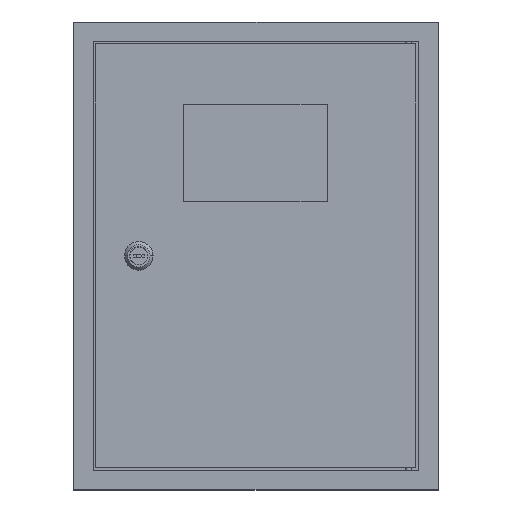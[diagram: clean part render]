
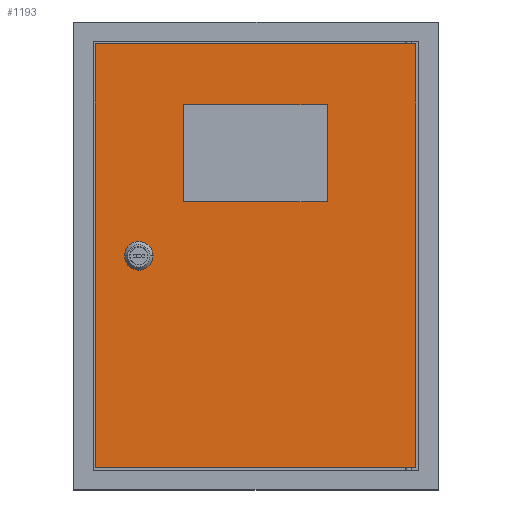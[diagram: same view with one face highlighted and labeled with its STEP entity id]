
A CAD part, top view. The second image highlights one B-rep face of the part: STEP entity #1193.
In plain terms, the highlighted planar face has unit normal (0, 0, 1).
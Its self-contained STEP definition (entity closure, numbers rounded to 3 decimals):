
#72 = DIRECTION ( 'NONE',  ( 1., 0., 0. ) ) ;
#255 = AXIS2_PLACEMENT_3D ( 'NONE', #19006, #25395, #72 ) ;
#258 = CARTESIAN_POINT ( 'NONE',  ( -132., 174.5, 1. ) ) ;
#308 = CARTESIAN_POINT ( 'NONE',  ( 132., -174.5, 1. ) ) ;
#645 = EDGE_CURVE ( 'NONE', #2273, #11125, #22184, .T. ) ;
#1193 = ADVANCED_FACE ( 'NONE', ( #7475, #25793, #4548 ), #25491, .T. ) ;
#1294 = VECTOR ( 'NONE', #17596, 1000. ) ;
#1507 = DIRECTION ( 'NONE',  ( 0., 0., 1. ) ) ;
#1621 = EDGE_CURVE ( 'NONE', #14891, #4705, #5187, .T. ) ;
#2273 = VERTEX_POINT ( 'NONE', #25050 ) ;
#2772 = EDGE_CURVE ( 'NONE', #5878, #2273, #23416, .T. ) ;
#3322 = CARTESIAN_POINT ( 'NONE',  ( 132., 174.5, 1. ) ) ;
#3568 = VECTOR ( 'NONE', #3707, 1000. ) ;
#3707 = DIRECTION ( 'NONE',  ( 1., 0., 0. ) ) ;
#4108 = ORIENTED_EDGE ( 'NONE', *, *, #25899, .T. ) ;
#4548 = FACE_BOUND ( 'NONE', #6486, .T. ) ;
#4705 = VERTEX_POINT ( 'NONE', #11371 ) ;
#4842 = CARTESIAN_POINT ( 'NONE',  ( 59., -44.5, 1. ) ) ;
#5187 = CIRCLE ( 'NONE', #11069, 7.5 ) ;
#5761 = DIRECTION ( 'NONE',  ( 1., 0., 0. ) ) ;
#5878 = VERTEX_POINT ( 'NONE', #21834 ) ;
#5891 = ORIENTED_EDGE ( 'NONE', *, *, #645, .F. ) ;
#6063 = CARTESIAN_POINT ( 'NONE',  ( 132., 174.5, 1. ) ) ;
#6170 = EDGE_CURVE ( 'NONE', #6841, #17402, #22939, .T. ) ;
#6486 = EDGE_LOOP ( 'NONE', ( #5891, #24956, #8724, #23250 ) ) ;
#6606 = DIRECTION ( 'NONE',  ( -1., 0., 0. ) ) ;
#6757 = CARTESIAN_POINT ( 'NONE',  ( -132., -174.5, 1. ) ) ;
#6841 = VERTEX_POINT ( 'NONE', #308 ) ;
#7339 = DIRECTION ( 'NONE',  ( 1., 0., 0. ) ) ;
#7475 = FACE_BOUND ( 'NONE', #27572, .T. ) ;
#8724 = ORIENTED_EDGE ( 'NONE', *, *, #20784, .F. ) ;
#8995 = ORIENTED_EDGE ( 'NONE', *, *, #9157, .T. ) ;
#9097 = ORIENTED_EDGE ( 'NONE', *, *, #14612, .F. ) ;
#9124 = VECTOR ( 'NONE', #13211, 1000. ) ;
#9157 = EDGE_CURVE ( 'NONE', #17402, #10212, #26797, .T. ) ;
#9387 = EDGE_CURVE ( 'NONE', #10212, #9919, #14447, .T. ) ;
#9798 = AXIS2_PLACEMENT_3D ( 'NONE', #22423, #13749, #15991 ) ;
#9919 = VERTEX_POINT ( 'NONE', #6757 ) ;
#10010 = CARTESIAN_POINT ( 'NONE',  ( -59., -124.5, 1. ) ) ;
#10212 = VERTEX_POINT ( 'NONE', #23509 ) ;
#10614 = CARTESIAN_POINT ( 'NONE',  ( 59., -44.5, 1. ) ) ;
#11069 = AXIS2_PLACEMENT_3D ( 'NONE', #18593, #1507, #5761 ) ;
#11125 = VERTEX_POINT ( 'NONE', #18046 ) ;
#11371 = CARTESIAN_POINT ( 'NONE',  ( 88.5, 0., 1. ) ) ;
#13143 = ORIENTED_EDGE ( 'NONE', *, *, #1621, .F. ) ;
#13211 = DIRECTION ( 'NONE',  ( 0., -1., 0. ) ) ;
#13383 = EDGE_CURVE ( 'NONE', #11125, #16660, #13891, .T. ) ;
#13749 = DIRECTION ( 'NONE',  ( 0., 0., 1. ) ) ;
#13891 = LINE ( 'NONE', #10614, #1294 ) ;
#14053 = CARTESIAN_POINT ( 'NONE',  ( -132., -174.5, 1. ) ) ;
#14155 = DIRECTION ( 'NONE',  ( 0., -1., 0. ) ) ;
#14190 = ORIENTED_EDGE ( 'NONE', *, *, #9387, .T. ) ;
#14431 = CARTESIAN_POINT ( 'NONE',  ( -59., -44.5, 1. ) ) ;
#14447 = LINE ( 'NONE', #15626, #9124 ) ;
#14612 = EDGE_CURVE ( 'NONE', #4705, #14891, #15822, .T. ) ;
#14718 = ORIENTED_EDGE ( 'NONE', *, *, #6170, .T. ) ;
#14770 = CARTESIAN_POINT ( 'NONE',  ( 103.5, 0., 1. ) ) ;
#14891 = VERTEX_POINT ( 'NONE', #14770 ) ;
#15626 = CARTESIAN_POINT ( 'NONE',  ( -132., 174.5, 1. ) ) ;
#15822 = CIRCLE ( 'NONE', #9798, 7.5 ) ;
#15991 = DIRECTION ( 'NONE',  ( 1., 0., 0. ) ) ;
#16660 = VERTEX_POINT ( 'NONE', #4842 ) ;
#17025 = LINE ( 'NONE', #14053, #19033 ) ;
#17402 = VERTEX_POINT ( 'NONE', #3322 ) ;
#17596 = DIRECTION ( 'NONE',  ( 0., 1., 0. ) ) ;
#18046 = CARTESIAN_POINT ( 'NONE',  ( 59., -124.5, 1. ) ) ;
#18091 = VECTOR ( 'NONE', #14155, 1000. ) ;
#18175 = EDGE_LOOP ( 'NONE', ( #14190, #4108, #14718, #8995 ) ) ;
#18593 = CARTESIAN_POINT ( 'NONE',  ( 96., 0., 1. ) ) ;
#19006 = CARTESIAN_POINT ( 'NONE',  ( 0., 0., 1. ) ) ;
#19033 = VECTOR ( 'NONE', #7339, 1000. ) ;
#20784 = EDGE_CURVE ( 'NONE', #16660, #5878, #21025, .T. ) ;
#21025 = LINE ( 'NONE', #21612, #23688 ) ;
#21286 = VECTOR ( 'NONE', #25498, 1000. ) ;
#21612 = CARTESIAN_POINT ( 'NONE',  ( -59., -44.5, 1. ) ) ;
#21700 = DIRECTION ( 'NONE',  ( -1., 0., 0. ) ) ;
#21834 = CARTESIAN_POINT ( 'NONE',  ( -59., -44.5, 1. ) ) ;
#22142 = VECTOR ( 'NONE', #6606, 1000. ) ;
#22184 = LINE ( 'NONE', #10010, #3568 ) ;
#22423 = CARTESIAN_POINT ( 'NONE',  ( 96., 0., 1. ) ) ;
#22939 = LINE ( 'NONE', #6063, #21286 ) ;
#23250 = ORIENTED_EDGE ( 'NONE', *, *, #13383, .F. ) ;
#23416 = LINE ( 'NONE', #14431, #18091 ) ;
#23509 = CARTESIAN_POINT ( 'NONE',  ( -132., 174.5, 1. ) ) ;
#23688 = VECTOR ( 'NONE', #21700, 1000. ) ;
#24956 = ORIENTED_EDGE ( 'NONE', *, *, #2772, .F. ) ;
#25050 = CARTESIAN_POINT ( 'NONE',  ( -59., -124.5, 1. ) ) ;
#25395 = DIRECTION ( 'NONE',  ( 0., 0., 1. ) ) ;
#25491 = PLANE ( 'NONE',  #255 ) ;
#25498 = DIRECTION ( 'NONE',  ( 0., 1., 0. ) ) ;
#25793 = FACE_OUTER_BOUND ( 'NONE', #18175, .T. ) ;
#25899 = EDGE_CURVE ( 'NONE', #9919, #6841, #17025, .T. ) ;
#26797 = LINE ( 'NONE', #258, #22142 ) ;
#27572 = EDGE_LOOP ( 'NONE', ( #13143, #9097 ) ) ;
